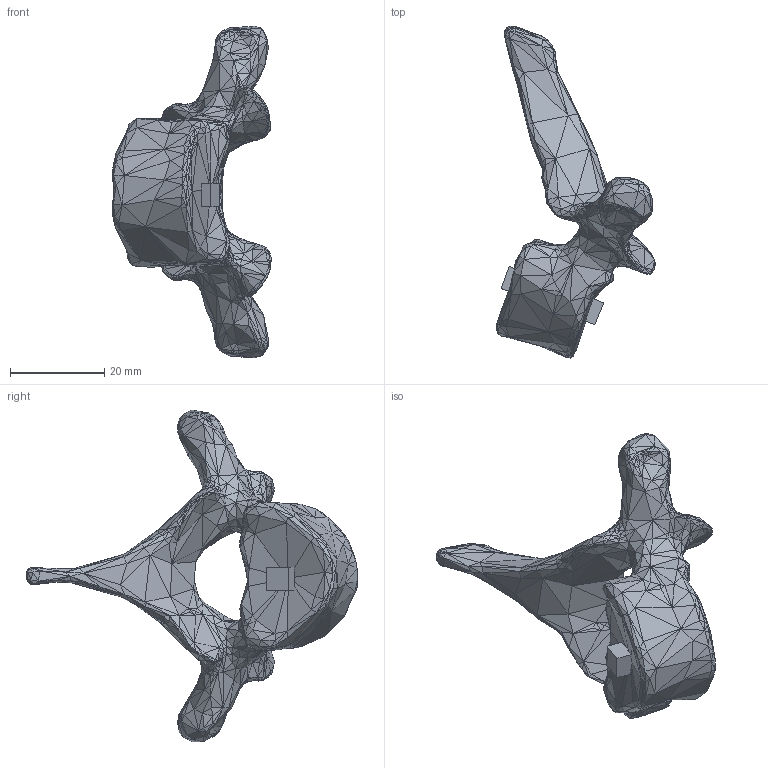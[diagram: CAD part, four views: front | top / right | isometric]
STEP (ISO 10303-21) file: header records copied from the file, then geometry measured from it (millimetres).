
FILE_DESCRIPTION(/* description */ (''),/* implementation_level */ '2;1');
FILE_NAME(/* name */ 'T2_.step',/* time_stamp */ '2022-06-24T15:36:07-04:00',/* author */ (''),/* organization */ (''),/* preprocessor_version */ 'ST-DEVELOPER v19',/* originating_system */ 'Autodesk Translation Framework v11.7.0.108',/* authorisation */ '');
FILE_SCHEMA (('AUTOMOTIVE_DESIGN { 1 0 10303 214 3 1 1 }'));
Length unit declared in the file: millimetre
Products named in the file (1): T2
Bounding box: 33.77 x 70.56 x 70.5 mm (x, y, z)
Volume: 17834.9 mm3; surface area: 6814.9 mm2
Topology: 1 solids, 1 shells, 1948 faces, 2946 edges, 998 vertices
Faces by surface type: plane 1948
Entity records: 38243 total; most frequent: DIRECTION 6844, CARTESIAN_POINT 5893, ORIENTED_EDGE 5892, LINE 2946, VECTOR 2946, EDGE_CURVE 2946, AXIS2_PLACEMENT_3D 1949, FACE_OUTER_BOUND 1948
